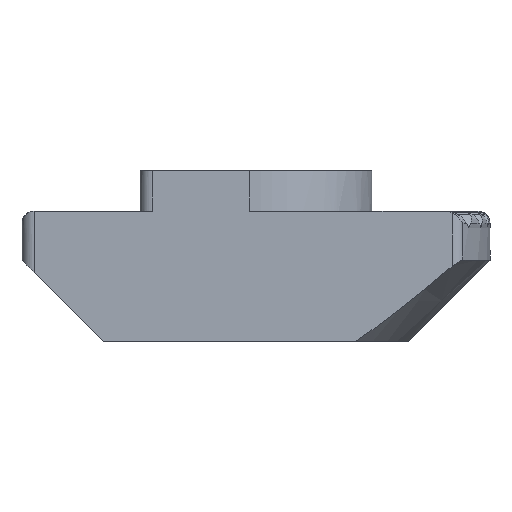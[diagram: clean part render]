
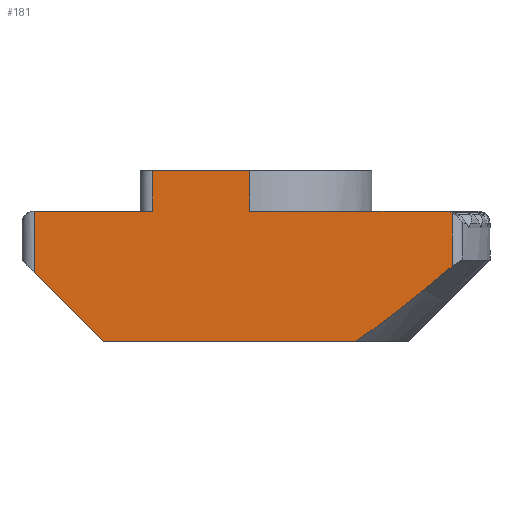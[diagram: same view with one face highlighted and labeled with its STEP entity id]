
A CAD part, front view. The second image highlights one B-rep face of the part: STEP entity #181.
In plain terms, the highlighted planar face has unit normal (0, -1, 0).
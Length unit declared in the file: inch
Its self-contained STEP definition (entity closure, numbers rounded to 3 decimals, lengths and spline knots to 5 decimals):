
#21 = VECTOR ( 'NONE', #2753, 39.37008 ) ;
#74 = B_SPLINE_CURVE_WITH_KNOTS ( 'NONE', 3,
 ( #1253, #1815, #2586, #1837 ),
 .UNSPECIFIED., .F., .F.,
 ( 4, 4 ),
 ( 0., 1. ),
 .UNSPECIFIED. ) ;
#146 = CARTESIAN_POINT ( 'NONE',  ( -0.22638, -0.1122, 0.12598 ) ) ;
#154 = ORIENTED_EDGE ( 'NONE', *, *, #1714, .F. ) ;
#179 = FACE_OUTER_BOUND ( 'NONE', #1180, .T. ) ;
#181 = ADVANCED_FACE ( 'NONE', ( #179 ), #934, .F. ) ;
#191 = DIRECTION ( 'NONE',  ( 1., 0., 0. ) ) ;
#208 = VECTOR ( 'NONE', #1615, 39.37008 ) ;
#250 = B_SPLINE_CURVE_WITH_KNOTS ( 'NONE', 3,
 ( #1734, #1957, #2775, #1211, #2287, #887, #380, #3312, #2025, #1988, #1718, #2792, #427, #395, #1751 ),
 .UNSPECIFIED., .F., .F.,
 ( 4, 2, 2, 1, 1, 1, 2, 2, 4 ),
 ( 0., 0.25, 0.375, 0.4375, 0.46875, 0.48438, 0.49219, 0.5, 1. ),
 .UNSPECIFIED. ) ;
#298 = EDGE_CURVE ( 'NONE', #1746, #1612, #2348, .T. ) ;
#300 = VECTOR ( 'NONE', #1473, 39.37008 ) ;
#348 = CARTESIAN_POINT ( 'NONE',  ( -0.14764, -0.1122, 0. ) ) ;
#356 = VERTEX_POINT ( 'NONE', #1001 ) ;
#380 = CARTESIAN_POINT ( 'NONE',  ( 0.15013, -0.11221, 0.03979 ) ) ;
#395 = CARTESIAN_POINT ( 'NONE',  ( 0.11064, -0.1122, 0.00955 ) ) ;
#396 = EDGE_CURVE ( 'NONE', #685, #3440, #2959, .T. ) ;
#415 = CARTESIAN_POINT ( 'NONE',  ( -0.00591, -0.1122, 0.16535 ) ) ;
#417 = LINE ( 'NONE', #1026, #2116 ) ;
#418 = LINE ( 'NONE', #1758, #2055 ) ;
#427 = CARTESIAN_POINT ( 'NONE',  ( 0.12657, -0.1122, 0.02117 ) ) ;
#433 = DIRECTION ( 'NONE',  ( 0., 0., -1. ) ) ;
#514 = CARTESIAN_POINT ( 'NONE',  ( 0.18289, -0.1122, 0.12598 ) ) ;
#530 = VERTEX_POINT ( 'NONE', #2846 ) ;
#548 = EDGE_CURVE ( 'NONE', #1746, #3160, #1201, .T. ) ;
#640 = ORIENTED_EDGE ( 'NONE', *, *, #911, .T. ) ;
#648 = EDGE_CURVE ( 'NONE', #2851, #530, #1813, .T. ) ;
#685 = VERTEX_POINT ( 'NONE', #1101 ) ;
#709 = VECTOR ( 'NONE', #2779, 39.37008 ) ;
#887 = CARTESIAN_POINT ( 'NONE',  ( 0.15284, -0.11221, 0.04196 ) ) ;
#911 = EDGE_CURVE ( 'NONE', #2851, #3440, #1739, .T. ) ;
#934 = PLANE ( 'NONE',  #1527 ) ;
#951 = DIRECTION ( 'NONE',  ( 0., 1., 0. ) ) ;
#1001 = CARTESIAN_POINT ( 'NONE',  ( 0.18963, -0.1122, 0.12448 ) ) ;
#1026 = CARTESIAN_POINT ( 'NONE',  ( -0.22638, -0.1122, 0.12598 ) ) ;
#1101 = CARTESIAN_POINT ( 'NONE',  ( -0.10039, -0.1122, 0.12598 ) ) ;
#1180 = EDGE_LOOP ( 'NONE', ( #2614, #1401, #2996, #3201, #640, #3297, #2845, #154, #2400, #1589, #2385 ) ) ;
#1201 = LINE ( 'NONE', #2294, #2857 ) ;
#1211 = CARTESIAN_POINT ( 'NONE',  ( 0.16204, -0.11221, 0.04945 ) ) ;
#1222 = EDGE_CURVE ( 'NONE', #3033, #3160, #250, .T. ) ;
#1237 = DIRECTION ( 'NONE',  ( 0., 0., 1. ) ) ;
#1253 = CARTESIAN_POINT ( 'NONE',  ( 0.18289, -0.1122, 0.12598 ) ) ;
#1288 = DIRECTION ( 'NONE',  ( 0., 0., -1. ) ) ;
#1401 = ORIENTED_EDGE ( 'NONE', *, *, #1522, .F. ) ;
#1473 = DIRECTION ( 'NONE',  ( -1., 0., 0. ) ) ;
#1522 = EDGE_CURVE ( 'NONE', #1671, #356, #74, .T. ) ;
#1527 = AXIS2_PLACEMENT_3D ( 'NONE', #146, #951, #1237 ) ;
#1589 = ORIENTED_EDGE ( 'NONE', *, *, #548, .T. ) ;
#1612 = VERTEX_POINT ( 'NONE', #2472 ) ;
#1615 = DIRECTION ( 'NONE',  ( 0., 0., 1. ) ) ;
#1654 = CARTESIAN_POINT ( 'NONE',  ( -0.00591, -0.1122, 0.16535 ) ) ;
#1671 = VERTEX_POINT ( 'NONE', #514 ) ;
#1714 = EDGE_CURVE ( 'NONE', #1612, #2559, #2376, .T. ) ;
#1718 = CARTESIAN_POINT ( 'NONE',  ( 0.14438, -0.1122, 0.03522 ) ) ;
#1734 = CARTESIAN_POINT ( 'NONE',  ( 0.18963, -0.1122, 0.0727 ) ) ;
#1739 = LINE ( 'NONE', #415, #300 ) ;
#1746 = VERTEX_POINT ( 'NONE', #348 ) ;
#1751 = CARTESIAN_POINT ( 'NONE',  ( 0.09595, -0.1122, 0. ) ) ;
#1758 = CARTESIAN_POINT ( 'NONE',  ( 0.18963, -0.1122, 0.12598 ) ) ;
#1792 = CARTESIAN_POINT ( 'NONE',  ( -0.10039, -0.1122, 0.16535 ) ) ;
#1813 = LINE ( 'NONE', #2123, #2421 ) ;
#1815 = CARTESIAN_POINT ( 'NONE',  ( 0.18572, -0.1122, 0.12598 ) ) ;
#1837 = CARTESIAN_POINT ( 'NONE',  ( 0.18963, -0.1122, 0.12448 ) ) ;
#1857 = DIRECTION ( 'NONE',  ( -0.707, 0., 0.707 ) ) ;
#1957 = CARTESIAN_POINT ( 'NONE',  ( 0.18139, -0.1122, 0.06561 ) ) ;
#1988 = CARTESIAN_POINT ( 'NONE',  ( 0.14482, -0.1122, 0.03557 ) ) ;
#2025 = CARTESIAN_POINT ( 'NONE',  ( 0.14548, -0.1122, 0.03609 ) ) ;
#2055 = VECTOR ( 'NONE', #433, 39.37008 ) ;
#2116 = VECTOR ( 'NONE', #191, 39.37008 ) ;
#2123 = CARTESIAN_POINT ( 'NONE',  ( -0.00591, -0.1122, 0.12598 ) ) ;
#2162 = CARTESIAN_POINT ( 'NONE',  ( -0.10039, -0.1122, 0.12598 ) ) ;
#2287 = CARTESIAN_POINT ( 'NONE',  ( 0.15831, -0.11221, 0.0464 ) ) ;
#2294 = CARTESIAN_POINT ( 'NONE',  ( 0., -0.1122, 0. ) ) ;
#2348 = LINE ( 'NONE', #2370, #2697 ) ;
#2370 = CARTESIAN_POINT ( 'NONE',  ( -0.14764, -0.1122, 0. ) ) ;
#2376 = LINE ( 'NONE', #2951, #208 ) ;
#2385 = ORIENTED_EDGE ( 'NONE', *, *, #1222, .F. ) ;
#2400 = ORIENTED_EDGE ( 'NONE', *, *, #298, .F. ) ;
#2421 = VECTOR ( 'NONE', #1288, 39.37008 ) ;
#2472 = CARTESIAN_POINT ( 'NONE',  ( -0.21457, -0.1122, 0.06693 ) ) ;
#2549 = EDGE_CURVE ( 'NONE', #356, #3033, #418, .T. ) ;
#2559 = VERTEX_POINT ( 'NONE', #3107 ) ;
#2586 = CARTESIAN_POINT ( 'NONE',  ( 0.188, -0.1122, 0.12527 ) ) ;
#2614 = ORIENTED_EDGE ( 'NONE', *, *, #2549, .F. ) ;
#2697 = VECTOR ( 'NONE', #1857, 39.37008 ) ;
#2753 = DIRECTION ( 'NONE',  ( 0., 0., 1. ) ) ;
#2762 = CARTESIAN_POINT ( 'NONE',  ( -0.22638, -0.1122, 0.12598 ) ) ;
#2775 = CARTESIAN_POINT ( 'NONE',  ( 0.17346, -0.11221, 0.05891 ) ) ;
#2779 = DIRECTION ( 'NONE',  ( 1., 0., 0. ) ) ;
#2792 = CARTESIAN_POINT ( 'NONE',  ( 0.14422, -0.1122, 0.03509 ) ) ;
#2803 = CARTESIAN_POINT ( 'NONE',  ( 0.18963, -0.1122, 0.0727 ) ) ;
#2845 = ORIENTED_EDGE ( 'NONE', *, *, #3359, .F. ) ;
#2846 = CARTESIAN_POINT ( 'NONE',  ( -0.00591, -0.1122, 0.12598 ) ) ;
#2851 = VERTEX_POINT ( 'NONE', #1654 ) ;
#2857 = VECTOR ( 'NONE', #3044, 39.37008 ) ;
#2951 = CARTESIAN_POINT ( 'NONE',  ( -0.21457, -0.1122, 0.12598 ) ) ;
#2959 = LINE ( 'NONE', #2162, #21 ) ;
#2996 = ORIENTED_EDGE ( 'NONE', *, *, #3425, .F. ) ;
#3033 = VERTEX_POINT ( 'NONE', #2803 ) ;
#3044 = DIRECTION ( 'NONE',  ( 1., 0., 0. ) ) ;
#3107 = CARTESIAN_POINT ( 'NONE',  ( -0.21457, -0.1122, 0.12598 ) ) ;
#3116 = CARTESIAN_POINT ( 'NONE',  ( 0.09595, -0.1122, 0. ) ) ;
#3160 = VERTEX_POINT ( 'NONE', #3116 ) ;
#3201 = ORIENTED_EDGE ( 'NONE', *, *, #648, .F. ) ;
#3297 = ORIENTED_EDGE ( 'NONE', *, *, #396, .F. ) ;
#3312 = CARTESIAN_POINT ( 'NONE',  ( 0.14702, -0.1122, 0.03731 ) ) ;
#3333 = LINE ( 'NONE', #2762, #709 ) ;
#3359 = EDGE_CURVE ( 'NONE', #2559, #685, #3333, .T. ) ;
#3425 = EDGE_CURVE ( 'NONE', #530, #1671, #417, .T. ) ;
#3440 = VERTEX_POINT ( 'NONE', #1792 ) ;
